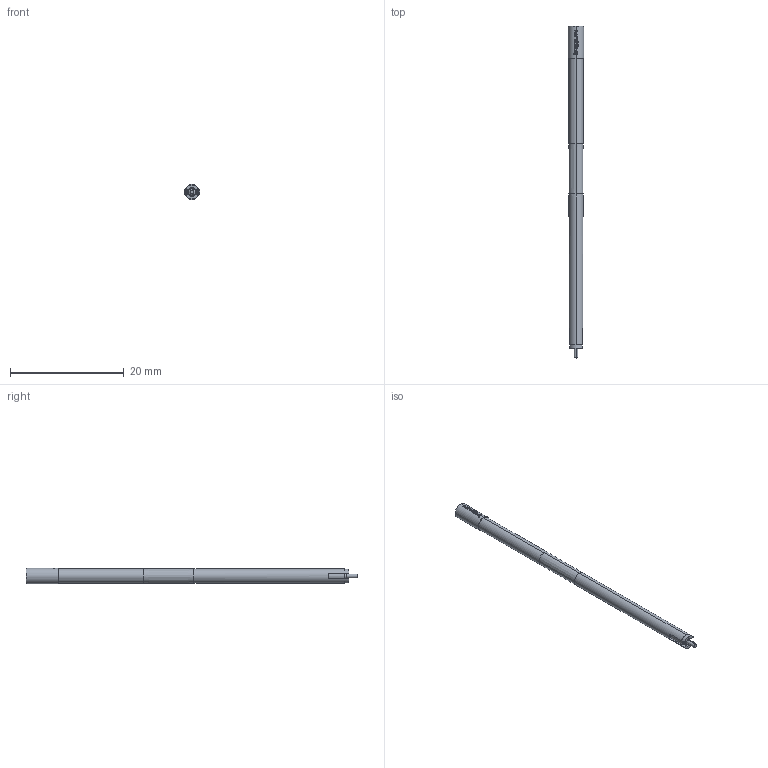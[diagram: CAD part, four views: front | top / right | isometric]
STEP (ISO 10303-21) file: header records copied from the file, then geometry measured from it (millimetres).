
FILE_DESCRIPTION (( 'STEP AP203' ), '1' );
FILE_NAME ('INGUN_KS-VF3_44_SC26.STEP', '2022-02-09T05:38:18', ( 'ochi' ), ( '' ), 'SwSTEP 2.0', 'SolidWorks 2018', '' );
FILE_SCHEMA (( 'CONFIG_CONTROL_DESIGN' ));
Length unit declared in the file: millimetre
Products named in the file (1): INGUN_KS-VF3_44_SC26
Bounding box: 2.7 x 58.3 x 2.7 mm (x, y, z)
Volume: 275.2 mm3; surface area: 480.1 mm2
Topology: 1 solids, 1 shells, 127 faces, 335 edges, 212 vertices
Faces by surface type: plane 71, cylinder 30, bspline 22, cone 2, torus 2
Entity records: 4268 total; most frequent: CARTESIAN_POINT 1195, ORIENTED_EDGE 670, DIRECTION 573, EDGE_CURVE 335, AXIS2_PLACEMENT_3D 218, VERTEX_POINT 212, VECTOR 137, LINE 137
